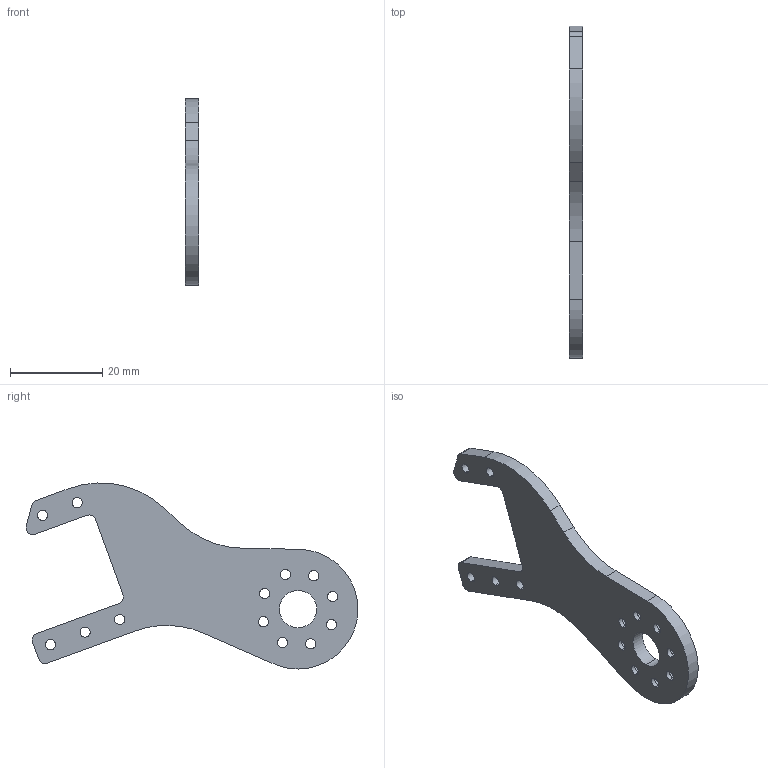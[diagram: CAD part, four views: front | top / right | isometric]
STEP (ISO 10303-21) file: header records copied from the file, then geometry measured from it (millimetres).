
FILE_DESCRIPTION (( 'STEP AP214' ), '1' );
FILE_NAME ('G-USS19-012.STEP', '2018-11-26T07:26:36', ( 'Baume' ), ( '' ), 'SwSTEP 2.0', 'SolidWorks 2016', '' );
FILE_SCHEMA (( 'AUTOMOTIVE_DESIGN' ));
Length unit declared in the file: millimetre
Products named in the file (1): G-USS19-012
Bounding box: 3 x 72.06 x 40.39 mm (x, y, z)
Volume: 3993.6 mm3; surface area: 4016.1 mm2
Topology: 1 solids, 1 shells, 120 faces, 289 edges, 184 vertices
Faces by surface type: cylinder 69, cone 26, plane 25
Entity records: 3639 total; most frequent: DIRECTION 695, CARTESIAN_POINT 594, ORIENTED_EDGE 578, EDGE_CURVE 289, AXIS2_PLACEMENT_3D 285, VERTEX_POINT 184, CIRCLE 164, EDGE_LOOP 161
